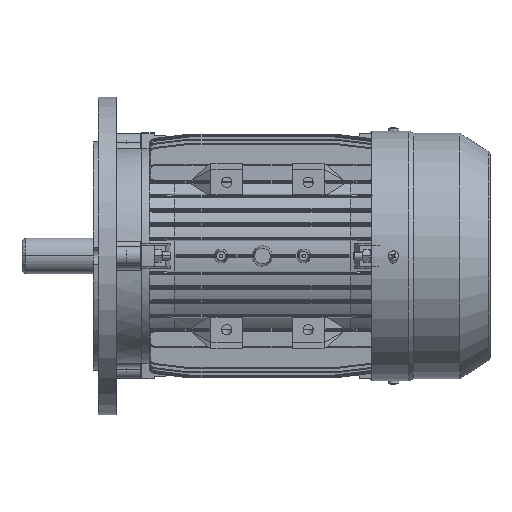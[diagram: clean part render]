
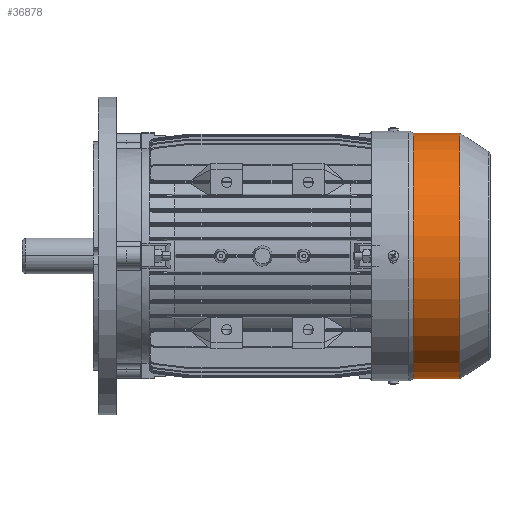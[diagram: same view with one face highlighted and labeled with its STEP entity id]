
A CAD part, front view. The second image highlights one B-rep face of the part: STEP entity #36878.
In plain terms, the highlighted cylindrical face has radius 96.7 mm (diameter 193.4 mm), a partial arc.
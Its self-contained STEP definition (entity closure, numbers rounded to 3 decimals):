
#926 = DIRECTION ( 'NONE',  ( 0., 0., 1. ) ) ;
#3558 = DIRECTION ( 'NONE',  ( -1., 0., 0. ) ) ;
#3559 = VECTOR ( 'NONE', #3558, 1000. ) ;
#3560 = CARTESIAN_POINT ( 'NONE',  ( 0., 0., -96.7 ) ) ;
#3561 = LINE ( 'NONE', #3560, #3559 ) ;
#3562 = CARTESIAN_POINT ( 'NONE',  ( 69.291, 0., -96.7 ) ) ;
#3563 = CARTESIAN_POINT ( 'NONE',  ( 69.291, 0., 96.7 ) ) ;
#3577 = CARTESIAN_POINT ( 'NONE',  ( 32.746, 0., 96.7 ) ) ;
#3814 = DIRECTION ( 'NONE',  ( -1., 0., 0. ) ) ;
#3816 = VECTOR ( 'NONE', #3814, 1000. ) ;
#3817 = CARTESIAN_POINT ( 'NONE',  ( 0., 0., 96.7 ) ) ;
#3818 = LINE ( 'NONE', #3817, #3816 ) ;
#3907 = CARTESIAN_POINT ( 'NONE',  ( 32.746, 0., -96.7 ) ) ;
#7043 = CIRCLE ( 'NONE', #7300, 96.7 ) ;
#7294 = DIRECTION ( 'NONE',  ( -1., 0., 0. ) ) ;
#7295 = CARTESIAN_POINT ( 'NONE',  ( 69.291, 0., 0. ) ) ;
#7300 = AXIS2_PLACEMENT_3D ( 'NONE', #7295, #7294, #926 ) ;
#7518 = CARTESIAN_POINT ( 'NONE',  ( 32.746, 0., 0. ) ) ;
#7580 = DIRECTION ( 'NONE',  ( 0., 0., 1. ) ) ;
#7581 = DIRECTION ( 'NONE',  ( -1., 0., 0. ) ) ;
#7582 = AXIS2_PLACEMENT_3D ( 'NONE', #7518, #7581, #7580 ) ;
#7583 = CIRCLE ( 'NONE', #7582, 96.7 ) ;
#7610 = DIRECTION ( 'NONE',  ( 0., 0., 1. ) ) ;
#7611 = DIRECTION ( 'NONE',  ( -1., 0., 0. ) ) ;
#7612 = AXIS2_PLACEMENT_3D ( 'NONE', #7613, #7611, #7610 ) ;
#7613 = CARTESIAN_POINT ( 'NONE',  ( 0., 0., 0. ) ) ;
#7614 = CYLINDRICAL_SURFACE ( 'NONE', #7612, 96.7 ) ;
#7615 = FACE_OUTER_BOUND ( 'NONE', #36879, .T. ) ;
#32962 = VERTEX_POINT ( 'NONE', #3563 ) ;
#32963 = VERTEX_POINT ( 'NONE', #3562 ) ;
#32967 = EDGE_CURVE ( 'NONE', #32963, #33080, #3561, .T. ) ;
#33000 = VERTEX_POINT ( 'NONE', #3577 ) ;
#33057 = EDGE_CURVE ( 'NONE', #32962, #33000, #3818, .T. ) ;
#33080 = VERTEX_POINT ( 'NONE', #3907 ) ;
#36839 = ORIENTED_EDGE ( 'NONE', *, *, #32967, .F. ) ;
#36841 = ORIENTED_EDGE ( 'NONE', *, *, #36877, .T. ) ;
#36842 = ORIENTED_EDGE ( 'NONE', *, *, #33057, .T. ) ;
#36843 = ORIENTED_EDGE ( 'NONE', *, *, #36845, .F. ) ;
#36845 = EDGE_CURVE ( 'NONE', #33080, #33000, #7583, .T. ) ;
#36877 = EDGE_CURVE ( 'NONE', #32963, #32962, #7043, .T. ) ;
#36878 = ADVANCED_FACE ( 'NONE', ( #7615 ), #7614, .T. ) ;
#36879 = EDGE_LOOP ( 'NONE', ( #36839, #36841, #36842, #36843 ) ) ;
